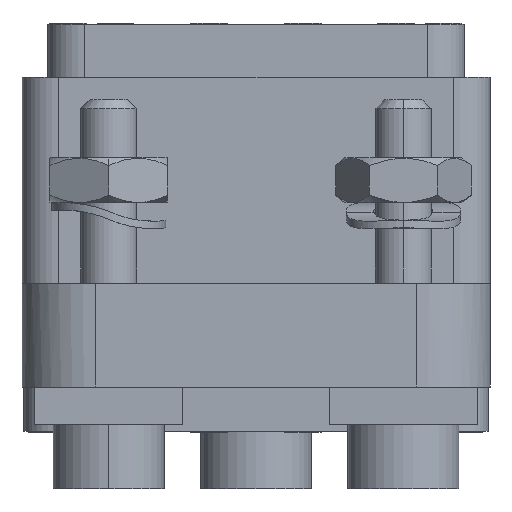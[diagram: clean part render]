
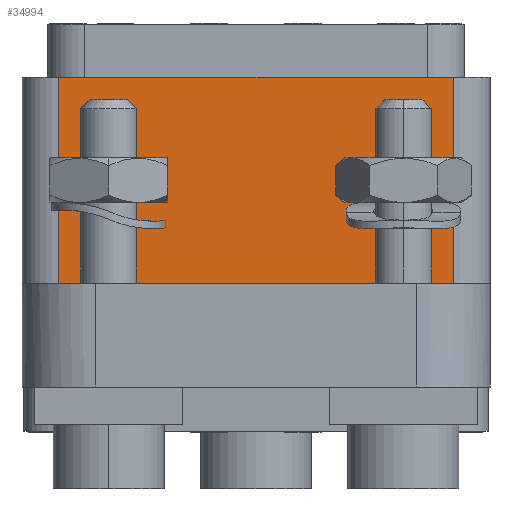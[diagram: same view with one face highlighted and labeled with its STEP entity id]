
A CAD part, left-side view. The second image highlights one B-rep face of the part: STEP entity #34994.
In plain terms, the highlighted planar face has unit normal (-1, 0, 0).
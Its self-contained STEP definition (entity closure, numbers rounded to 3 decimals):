
#1119=DIRECTION('',(0.,-1.,0.));
#1120=VECTOR('',#1119,21.4);
#1121=CARTESIAN_POINT('',(-13.6,10.7,2.5));
#1122=LINE('',#1121,#1120);
#1155=DIRECTION('',(0.,0.,-1.));
#1156=VECTOR('',#1155,11.2);
#1157=CARTESIAN_POINT('',(-13.6,-10.7,2.5));
#1158=LINE('',#1157,#1156);
#1159=DIRECTION('',(0.,0.,1.));
#1160=VECTOR('',#1159,11.2);
#1161=CARTESIAN_POINT('',(-13.6,10.7,-8.7));
#1162=LINE('',#1161,#1160);
#1167=DIRECTION('',(0.,1.,0.));
#1168=VECTOR('',#1167,21.4);
#1169=CARTESIAN_POINT('',(-13.6,-10.7,-8.7));
#1170=LINE('',#1169,#1168);
#29395=CARTESIAN_POINT('',(-13.6,-10.7,2.5));
#29396=CARTESIAN_POINT('',(-13.6,-10.7,-8.7));
#29397=VERTEX_POINT('',#29395);
#29398=VERTEX_POINT('',#29396);
#29420=CARTESIAN_POINT('',(-13.6,10.7,2.5));
#29422=VERTEX_POINT('',#29420);
#29423=CARTESIAN_POINT('',(-13.6,10.7,-8.7));
#29424=VERTEX_POINT('',#29423);
#34981=CARTESIAN_POINT('',(-13.6,-12.7,2.5));
#34982=DIRECTION('',(1.,0.,0.));
#34983=DIRECTION('',(0.,1.,0.));
#34984=AXIS2_PLACEMENT_3D('',#34981,#34982,#34983);
#34985=PLANE('',#34984);
#34986=ORIENTED_EDGE('',*,*,#34971,.T.);
#34988=ORIENTED_EDGE('',*,*,#34987,.T.);
#34990=ORIENTED_EDGE('',*,*,#34989,.T.);
#34991=ORIENTED_EDGE('',*,*,#34932,.T.);
#34992=EDGE_LOOP('',(#34986,#34988,#34990,#34991));
#34993=FACE_OUTER_BOUND('',#34992,.F.);
#34994=ADVANCED_FACE('',(#34993),#34985,.F.);
#34932=EDGE_CURVE('',#29422,#29397,#1122,.T.);
#34971=EDGE_CURVE('',#29397,#29398,#1158,.T.);
#34987=EDGE_CURVE('',#29398,#29424,#1170,.T.);
#34989=EDGE_CURVE('',#29424,#29422,#1162,.T.);
